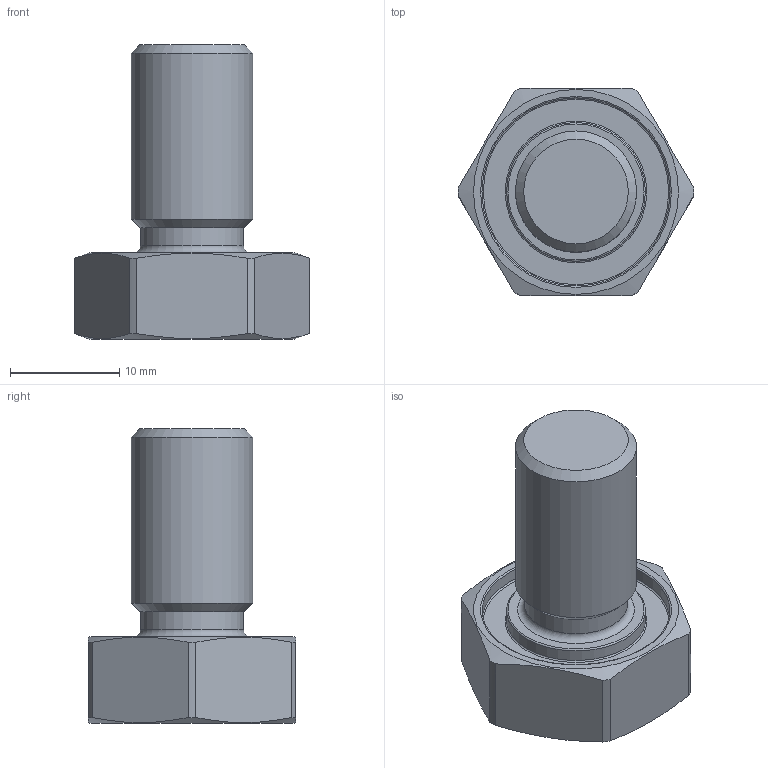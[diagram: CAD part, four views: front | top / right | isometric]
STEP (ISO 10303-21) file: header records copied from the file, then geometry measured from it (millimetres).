
FILE_DESCRIPTION(/* description */ (''),/* implementation_level */ '2;1');
FILE_NAME(/* name */ '7-16-20 UNF.stp',/* time_stamp */ '2021-01-12T14:49:33+01:00',/* author */ ('sh'),/* organization */ (''),/* preprocessor_version */ 'ST-DEVELOPER v17.2',/* originating_system */ 'Autodesk Inventor 2019',/* authorisation */ '');
FILE_SCHEMA (('AUTOMOTIVE_DESIGN { 1 0 10303 214 3 1 1 }'));
Length unit declared in the file: inch
Products named in the file (1): 01501530
Bounding box: 21.59 x 19.05 x 26.97 mm (x, y, z)
Volume: 4104 mm3; surface area: 1901 mm2
Topology: 1 solids, 1 shells, 31 faces, 82 edges, 57 vertices
Faces by surface type: plane 12, cylinder 10, torus 5, cone 4
Full cylindrical faces by diameter (mm): 9.449 x1, 11.112 x1, 12.725 x1, 17.247 x1
Entity records: 1042 total; most frequent: CARTESIAN_POINT 195, DIRECTION 184, ORIENTED_EDGE 164, EDGE_CURVE 82, AXIS2_PLACEMENT_3D 82, VERTEX_POINT 57, CIRCLE 50, EDGE_LOOP 35
